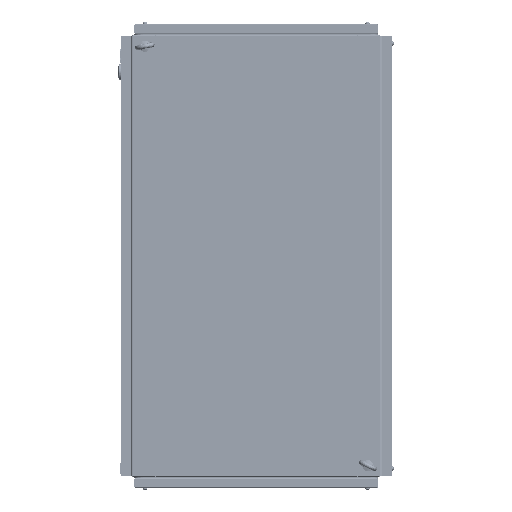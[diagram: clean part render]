
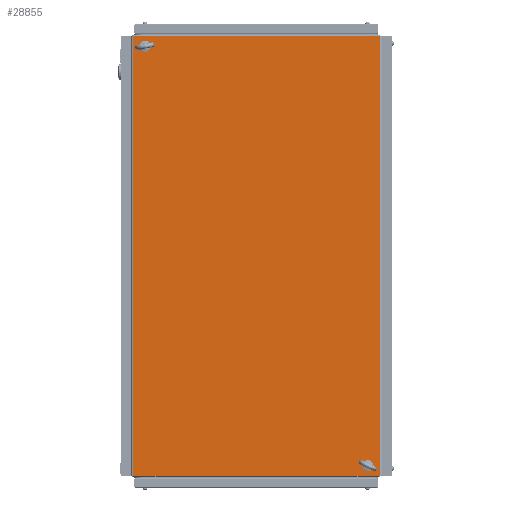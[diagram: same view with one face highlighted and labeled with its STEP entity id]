
A CAD part, front view. The second image highlights one B-rep face of the part: STEP entity #28855.
In plain terms, the highlighted planar face has unit normal (0, -1, 0).
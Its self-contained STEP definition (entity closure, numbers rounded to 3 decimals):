
#210 = CARTESIAN_POINT ( 'NONE',  ( 47.5, -20., 779.5 ) ) ;
#3152 = ORIENTED_EDGE ( 'NONE', *, *, #50493, .F. ) ;
#3465 = CARTESIAN_POINT ( 'NONE',  ( 469.2, -20., 799. ) ) ;
#3604 = DIRECTION ( 'NONE',  ( 0., 1., 0. ) ) ;
#4045 = DIRECTION ( 'NONE',  ( 0., 0., -1. ) ) ;
#5430 = LINE ( 'NONE', #31621, #6974 ) ;
#5894 = CARTESIAN_POINT ( 'NONE',  ( 447., -20., 19.5 ) ) ;
#6974 = VECTOR ( 'NONE', #23829, 1000. ) ;
#6990 = VERTEX_POINT ( 'NONE', #37408 ) ;
#7166 = AXIS2_PLACEMENT_3D ( 'NONE', #16069, #21169, #44643 ) ;
#8000 = CARTESIAN_POINT ( 'NONE',  ( 19.8, -20., 799. ) ) ;
#8798 = DIRECTION ( 'NONE',  ( 0., -1., 0. ) ) ;
#11994 = ORIENTED_EDGE ( 'NONE', *, *, #55510, .F. ) ;
#12072 = AXIS2_PLACEMENT_3D ( 'NONE', #22066, #8798, #40425 ) ;
#12253 = CARTESIAN_POINT ( 'NONE',  ( 469.2, -20., 0. ) ) ;
#13837 = VECTOR ( 'NONE', #4045, 1000. ) ;
#14304 = VECTOR ( 'NONE', #33348, 1000. ) ;
#15231 = DIRECTION ( 'NONE',  ( 1., 0., 0. ) ) ;
#16069 = CARTESIAN_POINT ( 'NONE',  ( 43., -20., 779.5 ) ) ;
#16877 = FACE_BOUND ( 'NONE', #54271, .T. ) ;
#17491 = AXIS2_PLACEMENT_3D ( 'NONE', #5894, #56513, #15231 ) ;
#18059 = AXIS2_PLACEMENT_3D ( 'NONE', #44307, #3604, #40951 ) ;
#20775 = ORIENTED_EDGE ( 'NONE', *, *, #32569, .T. ) ;
#21169 = DIRECTION ( 'NONE',  ( 0., -1., 0. ) ) ;
#21190 = VERTEX_POINT ( 'NONE', #39926 ) ;
#21701 = CIRCLE ( 'NONE', #12072, 4.5 ) ;
#22066 = CARTESIAN_POINT ( 'NONE',  ( 43., -20., 779.5 ) ) ;
#23829 = DIRECTION ( 'NONE',  ( 1., 0., 0. ) ) ;
#28855 = ADVANCED_FACE ( 'NONE', ( #49129, #16877, #54220 ), #54545, .F. ) ;
#29268 = CIRCLE ( 'NONE', #7166, 4.5 ) ;
#29734 = CARTESIAN_POINT ( 'NONE',  ( 38.5, -20., 779.5 ) ) ;
#30008 = EDGE_CURVE ( 'NONE', #57717, #21190, #57086, .T. ) ;
#31621 = CARTESIAN_POINT ( 'NONE',  ( 19.8, -20., 0. ) ) ;
#31667 = ORIENTED_EDGE ( 'NONE', *, *, #30008, .F. ) ;
#32569 = EDGE_CURVE ( 'NONE', #58510, #51610, #5430, .T. ) ;
#32915 = VERTEX_POINT ( 'NONE', #210 ) ;
#33348 = DIRECTION ( 'NONE',  ( 0., 0., -1. ) ) ;
#34055 = VECTOR ( 'NONE', #54103, 1000. ) ;
#35374 = LINE ( 'NONE', #8000, #34055 ) ;
#35497 = CARTESIAN_POINT ( 'NONE',  ( 447., -20., 19.5 ) ) ;
#36328 = ORIENTED_EDGE ( 'NONE', *, *, #42608, .T. ) ;
#36570 = LINE ( 'NONE', #3465, #13837 ) ;
#37408 = CARTESIAN_POINT ( 'NONE',  ( 469.2, -20., 799. ) ) ;
#37858 = CARTESIAN_POINT ( 'NONE',  ( 20.8, -20., 799. ) ) ;
#38771 = CARTESIAN_POINT ( 'NONE',  ( 20.8, -20., 799. ) ) ;
#39926 = CARTESIAN_POINT ( 'NONE',  ( 451.5, -20., 19.5 ) ) ;
#39960 = EDGE_CURVE ( 'NONE', #32915, #47686, #21701, .T. ) ;
#40425 = DIRECTION ( 'NONE',  ( 1., 0., 0. ) ) ;
#40951 = DIRECTION ( 'NONE',  ( -1., 0., 0. ) ) ;
#42608 = EDGE_CURVE ( 'NONE', #53059, #58510, #50274, .T. ) ;
#42773 = ORIENTED_EDGE ( 'NONE', *, *, #55319, .F. ) ;
#43583 = AXIS2_PLACEMENT_3D ( 'NONE', #35497, #54848, #49139 ) ;
#44307 = CARTESIAN_POINT ( 'NONE',  ( 19.8, -20., 799. ) ) ;
#44643 = DIRECTION ( 'NONE',  ( 1., 0., 0. ) ) ;
#45208 = ORIENTED_EDGE ( 'NONE', *, *, #46977, .F. ) ;
#45386 = EDGE_LOOP ( 'NONE', ( #20775, #42773, #3152, #36328 ) ) ;
#46977 = EDGE_CURVE ( 'NONE', #21190, #57717, #57874, .T. ) ;
#47686 = VERTEX_POINT ( 'NONE', #29734 ) ;
#48202 = ORIENTED_EDGE ( 'NONE', *, *, #39960, .F. ) ;
#49129 = FACE_BOUND ( 'NONE', #54637, .T. ) ;
#49139 = DIRECTION ( 'NONE',  ( 1., 0., 0. ) ) ;
#50274 = LINE ( 'NONE', #37858, #14304 ) ;
#50493 = EDGE_CURVE ( 'NONE', #53059, #6990, #35374, .T. ) ;
#51610 = VERTEX_POINT ( 'NONE', #12253 ) ;
#53059 = VERTEX_POINT ( 'NONE', #38771 ) ;
#54103 = DIRECTION ( 'NONE',  ( 1., 0., 0. ) ) ;
#54123 = CARTESIAN_POINT ( 'NONE',  ( 20.8, -20., 0. ) ) ;
#54220 = FACE_OUTER_BOUND ( 'NONE', #45386, .T. ) ;
#54271 = EDGE_LOOP ( 'NONE', ( #45208, #31667 ) ) ;
#54484 = CARTESIAN_POINT ( 'NONE',  ( 442.5, -20., 19.5 ) ) ;
#54545 = PLANE ( 'NONE',  #18059 ) ;
#54637 = EDGE_LOOP ( 'NONE', ( #48202, #11994 ) ) ;
#54848 = DIRECTION ( 'NONE',  ( 0., -1., 0. ) ) ;
#55319 = EDGE_CURVE ( 'NONE', #6990, #51610, #36570, .T. ) ;
#55510 = EDGE_CURVE ( 'NONE', #47686, #32915, #29268, .T. ) ;
#56513 = DIRECTION ( 'NONE',  ( 0., -1., 0. ) ) ;
#57086 = CIRCLE ( 'NONE', #43583, 4.5 ) ;
#57717 = VERTEX_POINT ( 'NONE', #54484 ) ;
#57874 = CIRCLE ( 'NONE', #17491, 4.5 ) ;
#58510 = VERTEX_POINT ( 'NONE', #54123 ) ;
